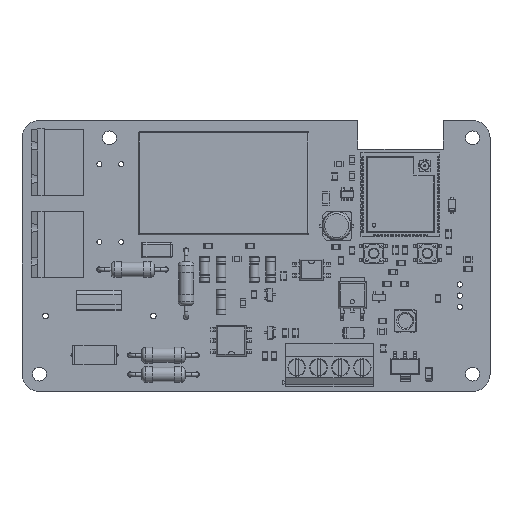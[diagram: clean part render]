
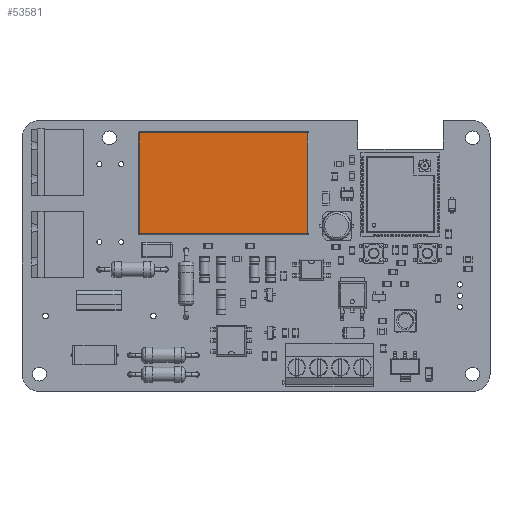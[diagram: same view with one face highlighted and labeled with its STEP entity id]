
A CAD part, top view. The second image highlights one B-rep face of the part: STEP entity #53581.
In plain terms, the highlighted planar face has unit normal (0, 0, 1).
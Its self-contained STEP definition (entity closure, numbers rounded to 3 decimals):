
#53384 = VERTEX_POINT('',#53385);
#53385 = CARTESIAN_POINT('',(36.05,8.5,18.1));
#53392 = EDGE_CURVE('',#53384,#53393,#53395,.T.);
#53393 = VERTEX_POINT('',#53394);
#53394 = CARTESIAN_POINT('',(36.05,-14.5,18.1));
#53395 = LINE('',#53396,#53397);
#53396 = CARTESIAN_POINT('',(36.05,8.5,18.1));
#53397 = VECTOR('',#53398,1.);
#53398 = DIRECTION('',(0.,-1.,0.));
#53581 = ADVANCED_FACE('',(#53582),#53607,.F.);
#53582 = FACE_BOUND('',#53583,.F.);
#53583 = EDGE_LOOP('',(#53584,#53592,#53593,#53601));
#53584 = ORIENTED_EDGE('',*,*,#53585,.T.);
#53585 = EDGE_CURVE('',#53586,#53384,#53588,.T.);
#53586 = VERTEX_POINT('',#53587);
#53587 = CARTESIAN_POINT('',(-2.45,8.5,18.1));
#53588 = LINE('',#53589,#53590);
#53589 = CARTESIAN_POINT('',(-2.45,8.5,18.1));
#53590 = VECTOR('',#53591,1.);
#53591 = DIRECTION('',(1.,0.,0.));
#53592 = ORIENTED_EDGE('',*,*,#53392,.T.);
#53593 = ORIENTED_EDGE('',*,*,#53594,.T.);
#53594 = EDGE_CURVE('',#53393,#53595,#53597,.T.);
#53595 = VERTEX_POINT('',#53596);
#53596 = CARTESIAN_POINT('',(-2.45,-14.5,18.1));
#53597 = LINE('',#53598,#53599);
#53598 = CARTESIAN_POINT('',(36.05,-14.5,18.1));
#53599 = VECTOR('',#53600,1.);
#53600 = DIRECTION('',(-1.,0.,0.));
#53601 = ORIENTED_EDGE('',*,*,#53602,.T.);
#53602 = EDGE_CURVE('',#53595,#53586,#53603,.T.);
#53603 = LINE('',#53604,#53605);
#53604 = CARTESIAN_POINT('',(-2.45,-14.5,18.1));
#53605 = VECTOR('',#53606,1.);
#53606 = DIRECTION('',(0.,1.,0.));
#53607 = PLANE('',#53608);
#53608 = AXIS2_PLACEMENT_3D('',#53609,#53610,#53611);
#53609 = CARTESIAN_POINT('',(16.8,-3.,18.1));
#53610 = DIRECTION('',(-0.,-0.,-1.));
#53611 = DIRECTION('',(-1.,0.,0.));
